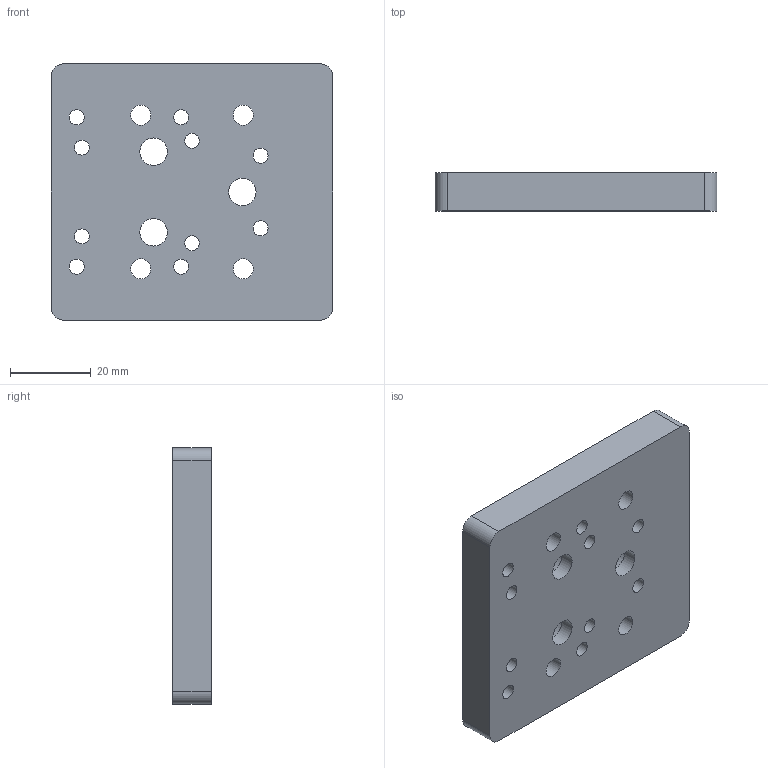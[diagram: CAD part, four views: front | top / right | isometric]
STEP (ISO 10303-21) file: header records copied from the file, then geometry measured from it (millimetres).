
FILE_DESCRIPTION (( 'STEP AP214' ), '1' );
FILE_NAME ('AFSB-523-C-I2000.STEP', '2023-03-09T11:20:40', ( '' ), ( '' ), 'SwSTEP 2.0', 'SolidWorks 2021', '' );
FILE_SCHEMA (( 'AUTOMOTIVE_DESIGN' ));
Length unit declared in the file: inch
Products named in the file (1): AFSB-523-C-I2000
Bounding box: 69.85 x 9.53 x 63.5 mm (x, y, z)
Volume: 37246.8 mm3; surface area: 13702.9 mm2
Topology: 1 solids, 1 shells, 49 faces, 108 edges, 72 vertices
Faces by surface type: cylinder 32, plane 17
Full cylindrical faces by diameter (mm): 3.68 x2, 3.7 x8, 4.976 x4, 6.5 x8, 6.8 x3, 11.25 x3
Entity records: 1354 total; most frequent: DIRECTION 244, CARTESIAN_POINT 202, ORIENTED_EDGE 160, EDGE_LOOP 122, AXIS2_PLACEMENT_3D 114, EDGE_CURVE 80, FACE_OUTER_BOUND 77, VERTEX_POINT 72
